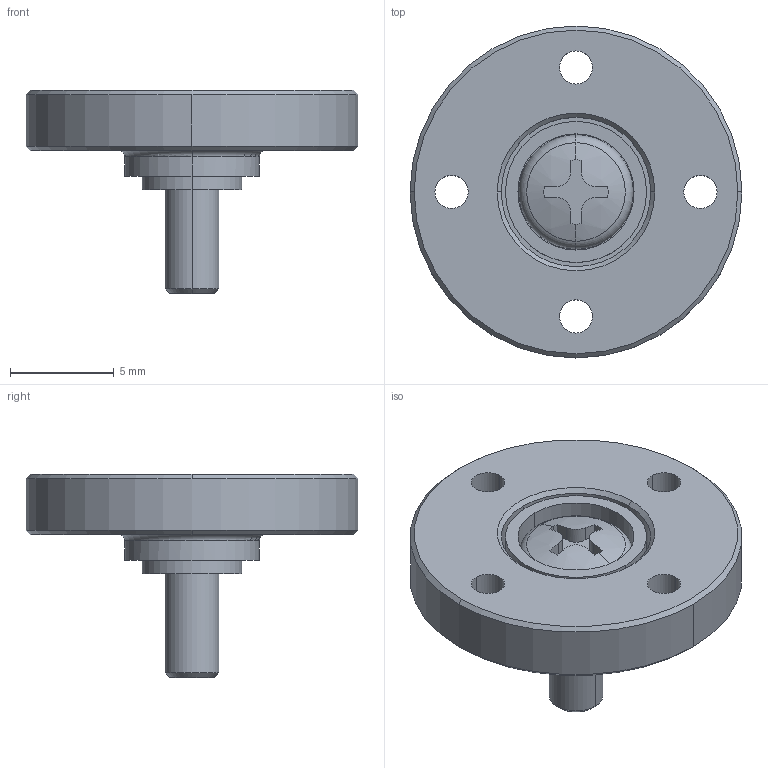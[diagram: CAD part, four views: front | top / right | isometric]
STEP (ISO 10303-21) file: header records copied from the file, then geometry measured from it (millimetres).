
FILE_DESCRIPTION (( 'STEP AP203' ), '1' );
FILE_NAME ('Robotis_FPX330_H101.STEP', '2024-09-05T20:27:48', ( '' ), ( '' ), 'SwSTEP 2.0', 'SolidWorks 2024', '' );
FILE_SCHEMA (( 'CONFIG_CONTROL_DESIGN' ));
Length unit declared in the file: millimetre
Products named in the file (1): Robotis_FPX330_H101
Bounding box: 16 x 16 x 9.8 mm (x, y, z)
Surface area: 1021.3 mm2 (no closed solid volume)
Topology: 0 solids, 4 shells, 77 faces, 192 edges, 126 vertices
Faces by surface type: cylinder 38, plane 19, cone 12, torus 6, sphere 2
Entity records: 2582 total; most frequent: CARTESIAN_POINT 548, DIRECTION 458, ORIENTED_EDGE 380, AXIS2_PLACEMENT_3D 196, EDGE_CURVE 192, VERTEX_POINT 126, CIRCLE 118, EDGE_LOOP 94
